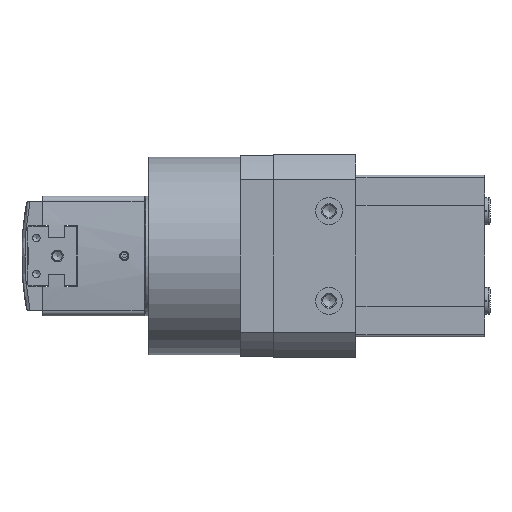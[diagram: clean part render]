
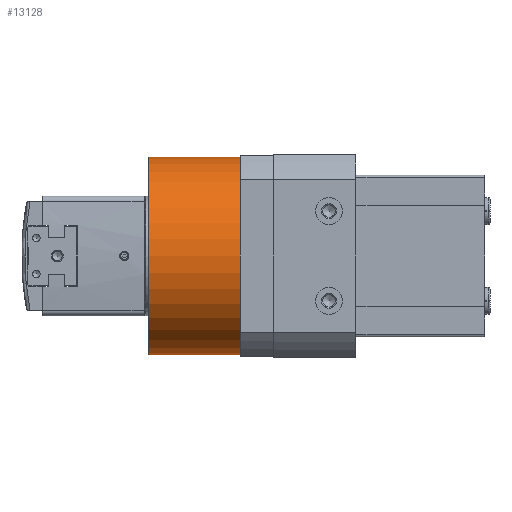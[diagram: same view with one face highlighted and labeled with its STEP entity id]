
A CAD part, left-side view. The second image highlights one B-rep face of the part: STEP entity #13128.
In plain terms, the highlighted cylindrical face has radius 33 mm (diameter 66 mm), a partial arc.
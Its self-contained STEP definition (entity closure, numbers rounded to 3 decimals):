
#534=CIRCLE('',#15792,33.);
#541=CIRCLE('',#15801,33.);
#882=CYLINDRICAL_SURFACE('',#15815,33.);
#1604=LINE('',#22471,#2798);
#1605=LINE('',#22473,#2799);
#2798=VECTOR('',#18536,1000.);
#2799=VECTOR('',#18539,1000.);
#5202=ORIENTED_EDGE('',*,*,#7864,.T.);
#5203=ORIENTED_EDGE('',*,*,#7890,.F.);
#5204=ORIENTED_EDGE('',*,*,#7848,.F.);
#5205=ORIENTED_EDGE('',*,*,#7889,.T.);
#7848=EDGE_CURVE('',#9377,#9378,#534,.T.);
#7864=EDGE_CURVE('',#9392,#9391,#541,.T.);
#7889=EDGE_CURVE('',#9377,#9392,#1604,.T.);
#7890=EDGE_CURVE('',#9378,#9391,#1605,.T.);
#9377=VERTEX_POINT('',#22396);
#9378=VERTEX_POINT('',#22398);
#9391=VERTEX_POINT('',#22428);
#9392=VERTEX_POINT('',#22430);
#10601=EDGE_LOOP('',(#5202,#5203,#5204,#5205));
#11697=FACE_BOUND('',#10601,.T.);
#13128=ADVANCED_FACE('',(#11697),#882,.T.);
#15792=AXIS2_PLACEMENT_3D('',#22397,#18465,#18466);
#15801=AXIS2_PLACEMENT_3D('',#22429,#18492,#18493);
#15815=AXIS2_PLACEMENT_3D('',#22472,#18537,#18538);
#18465=DIRECTION('',(0.,1.,0.));
#18466=DIRECTION('',(1.,0.,0.));
#18492=DIRECTION('',(0.,1.,0.));
#18493=DIRECTION('',(1.,0.,0.));
#18536=DIRECTION('',(0.,-1.,0.));
#18537=DIRECTION('',(0.,-1.,0.));
#18538=DIRECTION('',(0.,0.,-1.));
#18539=DIRECTION('',(0.,-1.,0.));
#22396=CARTESIAN_POINT('',(32.718,30.6,4.303));
#22397=CARTESIAN_POINT('',(0.,30.6,0.));
#22398=CARTESIAN_POINT('',(-32.718,30.6,4.303));
#22428=CARTESIAN_POINT('',(-32.718,0.,4.303));
#22429=CARTESIAN_POINT('',(0.,0.,0.));
#22430=CARTESIAN_POINT('',(32.718,0.,4.303));
#22471=CARTESIAN_POINT('',(32.718,30.6,4.303));
#22472=CARTESIAN_POINT('',(0.,30.6,0.));
#22473=CARTESIAN_POINT('',(-32.718,30.6,4.303));
